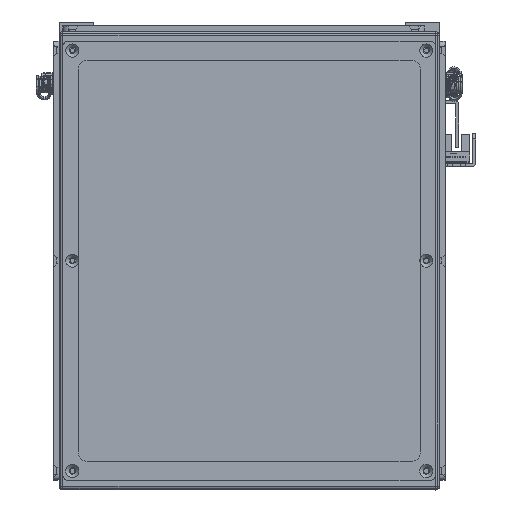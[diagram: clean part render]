
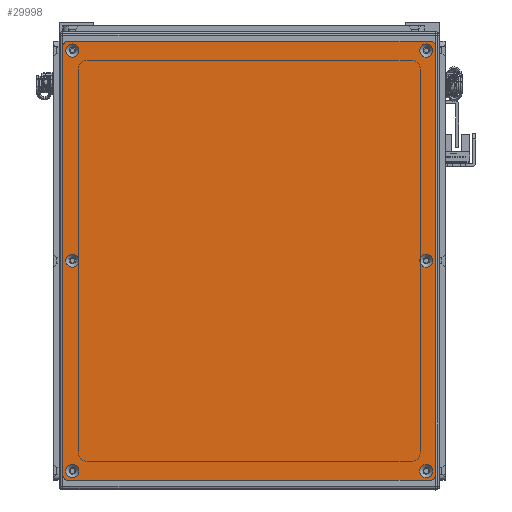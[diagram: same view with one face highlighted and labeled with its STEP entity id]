
A CAD part, front view. The second image highlights one B-rep face of the part: STEP entity #29998.
In plain terms, the highlighted planar face has unit normal (0, -1, 0).
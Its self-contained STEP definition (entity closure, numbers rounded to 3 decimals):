
#687=FACE_BOUND('',#6576,.T.);
#688=FACE_BOUND('',#6577,.T.);
#689=FACE_BOUND('',#6578,.T.);
#690=FACE_BOUND('',#6579,.T.);
#691=FACE_BOUND('',#6580,.T.);
#692=FACE_BOUND('',#6581,.T.);
#2177=PLANE('',#33361);
#4631=FACE_OUTER_BOUND('',#6575,.T.);
#6575=EDGE_LOOP('',(#28133,#28134,#28135,#28136,#28137,#28138,#28139,#28140));
#6576=EDGE_LOOP('',(#28141));
#6577=EDGE_LOOP('',(#28142));
#6578=EDGE_LOOP('',(#28143));
#6579=EDGE_LOOP('',(#28144));
#6580=EDGE_LOOP('',(#28145));
#6581=EDGE_LOOP('',(#28146));
#9056=LINE('',#52734,#11522);
#9057=LINE('',#52738,#11523);
#9058=LINE('',#52742,#11524);
#9059=LINE('',#52745,#11525);
#11522=VECTOR('',#41789,10.);
#11523=VECTOR('',#41792,10.);
#11524=VECTOR('',#41795,10.);
#11525=VECTOR('',#41798,10.);
#12931=CIRCLE('',#33329,3.45);
#12934=CIRCLE('',#33334,3.45);
#12937=CIRCLE('',#33339,3.45);
#12940=CIRCLE('',#33344,3.45);
#12943=CIRCLE('',#33349,3.45);
#12946=CIRCLE('',#33354,3.45);
#12949=CIRCLE('',#33359,3.);
#12951=CIRCLE('',#33362,3.);
#12952=CIRCLE('',#33363,3.);
#12953=CIRCLE('',#33364,3.);
#15707=VERTEX_POINT('',#52664);
#15710=VERTEX_POINT('',#52674);
#15713=VERTEX_POINT('',#52684);
#15716=VERTEX_POINT('',#52694);
#15719=VERTEX_POINT('',#52704);
#15722=VERTEX_POINT('',#52714);
#15725=VERTEX_POINT('',#52724);
#15726=VERTEX_POINT('',#52725);
#15729=VERTEX_POINT('',#52733);
#15730=VERTEX_POINT('',#52735);
#15731=VERTEX_POINT('',#52737);
#15732=VERTEX_POINT('',#52739);
#15733=VERTEX_POINT('',#52741);
#15734=VERTEX_POINT('',#52743);
#19845=EDGE_CURVE('',#15707,#15707,#12931,.T.);
#19850=EDGE_CURVE('',#15710,#15710,#12934,.T.);
#19855=EDGE_CURVE('',#15713,#15713,#12937,.T.);
#19860=EDGE_CURVE('',#15716,#15716,#12940,.T.);
#19865=EDGE_CURVE('',#15719,#15719,#12943,.T.);
#19870=EDGE_CURVE('',#15722,#15722,#12946,.T.);
#19875=EDGE_CURVE('',#15725,#15726,#12949,.T.);
#19879=EDGE_CURVE('',#15725,#15729,#9056,.T.);
#19880=EDGE_CURVE('',#15730,#15729,#12951,.T.);
#19881=EDGE_CURVE('',#15730,#15731,#9057,.T.);
#19882=EDGE_CURVE('',#15732,#15731,#12952,.T.);
#19883=EDGE_CURVE('',#15732,#15733,#9058,.T.);
#19884=EDGE_CURVE('',#15734,#15733,#12953,.T.);
#19885=EDGE_CURVE('',#15734,#15726,#9059,.T.);
#28133=ORIENTED_EDGE('',*,*,#19875,.F.);
#28134=ORIENTED_EDGE('',*,*,#19879,.T.);
#28135=ORIENTED_EDGE('',*,*,#19880,.F.);
#28136=ORIENTED_EDGE('',*,*,#19881,.T.);
#28137=ORIENTED_EDGE('',*,*,#19882,.F.);
#28138=ORIENTED_EDGE('',*,*,#19883,.T.);
#28139=ORIENTED_EDGE('',*,*,#19884,.F.);
#28140=ORIENTED_EDGE('',*,*,#19885,.T.);
#28141=ORIENTED_EDGE('',*,*,#19845,.T.);
#28142=ORIENTED_EDGE('',*,*,#19850,.T.);
#28143=ORIENTED_EDGE('',*,*,#19855,.T.);
#28144=ORIENTED_EDGE('',*,*,#19860,.T.);
#28145=ORIENTED_EDGE('',*,*,#19865,.T.);
#28146=ORIENTED_EDGE('',*,*,#19870,.T.);
#29998=ADVANCED_FACE('',(#4631,#687,#688,#689,#690,#691,#692),#2177,.T.);
#33329=AXIS2_PLACEMENT_3D('',#52665,#41709,#41710);
#33334=AXIS2_PLACEMENT_3D('',#52675,#41721,#41722);
#33339=AXIS2_PLACEMENT_3D('',#52685,#41733,#41734);
#33344=AXIS2_PLACEMENT_3D('',#52695,#41745,#41746);
#33349=AXIS2_PLACEMENT_3D('',#52705,#41757,#41758);
#33354=AXIS2_PLACEMENT_3D('',#52715,#41769,#41770);
#33359=AXIS2_PLACEMENT_3D('',#52726,#41781,#41782);
#33361=AXIS2_PLACEMENT_3D('',#52732,#41787,#41788);
#33362=AXIS2_PLACEMENT_3D('',#52736,#41790,#41791);
#33363=AXIS2_PLACEMENT_3D('',#52740,#41793,#41794);
#33364=AXIS2_PLACEMENT_3D('',#52744,#41796,#41797);
#41709=DIRECTION('center_axis',(0.,1.,0.));
#41710=DIRECTION('ref_axis',(1.,0.,0.));
#41721=DIRECTION('center_axis',(0.,1.,0.));
#41722=DIRECTION('ref_axis',(1.,0.,0.));
#41733=DIRECTION('center_axis',(0.,1.,0.));
#41734=DIRECTION('ref_axis',(1.,0.,0.));
#41745=DIRECTION('center_axis',(0.,1.,0.));
#41746=DIRECTION('ref_axis',(1.,0.,0.));
#41757=DIRECTION('center_axis',(0.,1.,0.));
#41758=DIRECTION('ref_axis',(1.,0.,0.));
#41769=DIRECTION('center_axis',(0.,1.,0.));
#41770=DIRECTION('ref_axis',(1.,0.,0.));
#41781=DIRECTION('center_axis',(0.,1.,0.));
#41782=DIRECTION('ref_axis',(-0.707,0.,0.707));
#41787=DIRECTION('center_axis',(0.,-1.,0.));
#41788=DIRECTION('ref_axis',(0.,0.,-1.));
#41789=DIRECTION('',(0.,0.,-1.));
#41790=DIRECTION('center_axis',(0.,1.,0.));
#41791=DIRECTION('ref_axis',(-0.707,0.,-0.707));
#41792=DIRECTION('',(1.,0.,0.));
#41793=DIRECTION('center_axis',(0.,1.,0.));
#41794=DIRECTION('ref_axis',(0.707,0.,-0.707));
#41795=DIRECTION('',(0.,0.,1.));
#41796=DIRECTION('center_axis',(0.,1.,0.));
#41797=DIRECTION('ref_axis',(0.707,0.,0.707));
#41798=DIRECTION('',(-1.,0.,0.));
#52664=CARTESIAN_POINT('',(107.05,-1.5,93.));
#52665=CARTESIAN_POINT('Origin',(110.5,-1.5,93.));
#52674=CARTESIAN_POINT('',(-3.45,-1.5,93.));
#52675=CARTESIAN_POINT('Origin',(0.,-1.5,93.));
#52684=CARTESIAN_POINT('',(-113.95,-1.5,93.));
#52685=CARTESIAN_POINT('Origin',(-110.5,-1.5,93.));
#52694=CARTESIAN_POINT('',(-113.95,-1.5,-93.));
#52695=CARTESIAN_POINT('Origin',(-110.5,-1.5,-93.));
#52704=CARTESIAN_POINT('',(-3.45,-1.5,-93.));
#52705=CARTESIAN_POINT('Origin',(0.,-1.5,-93.));
#52714=CARTESIAN_POINT('',(107.05,-1.5,-93.));
#52715=CARTESIAN_POINT('Origin',(110.5,-1.5,-93.));
#52724=CARTESIAN_POINT('',(-115.5,-1.5,95.));
#52725=CARTESIAN_POINT('',(-112.5,-1.5,98.));
#52726=CARTESIAN_POINT('Origin',(-112.5,-1.5,95.));
#52732=CARTESIAN_POINT('Origin',(0.,-1.5,0.));
#52733=CARTESIAN_POINT('',(-115.5,-1.5,-95.));
#52734=CARTESIAN_POINT('',(-115.5,-1.5,98.));
#52735=CARTESIAN_POINT('',(-112.5,-1.5,-98.));
#52736=CARTESIAN_POINT('Origin',(-112.5,-1.5,-95.));
#52737=CARTESIAN_POINT('',(112.5,-1.5,-98.));
#52738=CARTESIAN_POINT('',(-115.5,-1.5,-98.));
#52739=CARTESIAN_POINT('',(115.5,-1.5,-95.));
#52740=CARTESIAN_POINT('Origin',(112.5,-1.5,-95.));
#52741=CARTESIAN_POINT('',(115.5,-1.5,95.));
#52742=CARTESIAN_POINT('',(115.5,-1.5,-98.));
#52743=CARTESIAN_POINT('',(112.5,-1.5,98.));
#52744=CARTESIAN_POINT('Origin',(112.5,-1.5,95.));
#52745=CARTESIAN_POINT('',(115.5,-1.5,98.));
